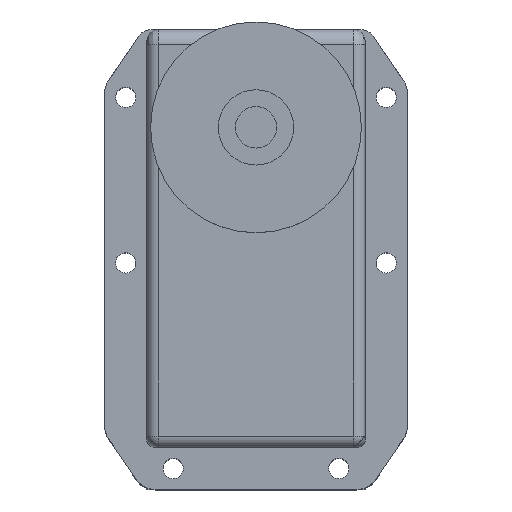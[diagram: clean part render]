
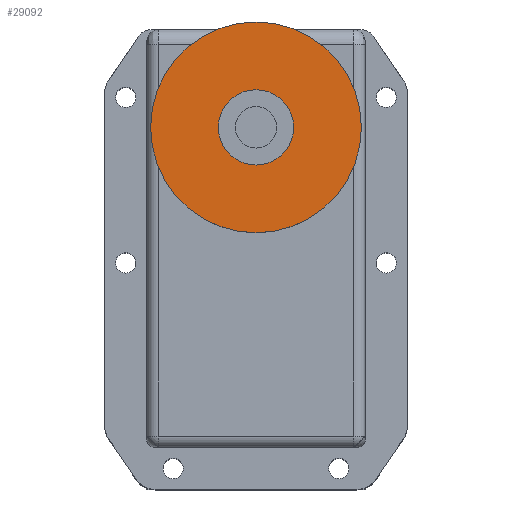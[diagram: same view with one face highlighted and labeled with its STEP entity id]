
A CAD part, top view. The second image highlights one B-rep face of the part: STEP entity #29092.
In plain terms, the highlighted planar face has unit normal (0, 0, 1).
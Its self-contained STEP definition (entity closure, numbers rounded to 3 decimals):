
#28980 = CYLINDRICAL_SURFACE('',#28981,14.);
#28981 = AXIS2_PLACEMENT_3D('',#28982,#28983,#28984);
#28982 = CARTESIAN_POINT('',(0.,0.,28.375));
#28983 = DIRECTION('',(0.,0.,-1.));
#28984 = DIRECTION('',(0.,-1.,0.));
#29022 = VERTEX_POINT('',#29023);
#29023 = CARTESIAN_POINT('',(0.,-14.,23.5));
#29043 = EDGE_CURVE('',#29022,#29022,#29044,.T.);
#29044 = SURFACE_CURVE('',#29045,(#29050,#29079),.PCURVE_S1.);
#29045 = CIRCLE('',#29046,14.);
#29046 = AXIS2_PLACEMENT_3D('',#29047,#29048,#29049);
#29047 = CARTESIAN_POINT('',(0.,0.,23.5));
#29048 = DIRECTION('',(0.,0.,-1.));
#29049 = DIRECTION('',(0.,1.,0.));
#29050 = PCURVE('',#28980,#29051);
#29051 = DEFINITIONAL_REPRESENTATION('',(#29052),#29078);
#29052 = B_SPLINE_CURVE_WITH_KNOTS('',3,(#29053,#29054,#29055,#29056,
    #29057,#29058,#29059,#29060,#29061,#29062,#29063,#29064,#29065,
    #29066,#29067,#29068,#29069,#29070,#29071,#29072,#29073,#29074,
    #29075,#29076,#29077),.UNSPECIFIED.,.F.,.F.,(4,1,1,1,1,1,1,1,1,1,1,1
    ,1,1,1,1,1,1,1,1,1,1,4),(3.142,3.427,3.713
    ,3.998,4.284,4.57,4.855,
    5.141,5.426,5.712,5.998,
    6.283,6.569,6.854,7.14,
    7.426,7.711,7.997,8.282,
    8.568,8.854,9.139,9.425),
  .QUASI_UNIFORM_KNOTS.);
#29053 = CARTESIAN_POINT('',(0.,4.875));
#29054 = CARTESIAN_POINT('',(0.095,4.875));
#29055 = CARTESIAN_POINT('',(0.286,4.875));
#29056 = CARTESIAN_POINT('',(0.571,4.875));
#29057 = CARTESIAN_POINT('',(0.857,4.875));
#29058 = CARTESIAN_POINT('',(1.142,4.875));
#29059 = CARTESIAN_POINT('',(1.428,4.875));
#29060 = CARTESIAN_POINT('',(1.714,4.875));
#29061 = CARTESIAN_POINT('',(1.999,4.875));
#29062 = CARTESIAN_POINT('',(2.285,4.875));
#29063 = CARTESIAN_POINT('',(2.57,4.875));
#29064 = CARTESIAN_POINT('',(2.856,4.875));
#29065 = CARTESIAN_POINT('',(3.142,4.875));
#29066 = CARTESIAN_POINT('',(3.427,4.875));
#29067 = CARTESIAN_POINT('',(3.713,4.875));
#29068 = CARTESIAN_POINT('',(3.998,4.875));
#29069 = CARTESIAN_POINT('',(4.284,4.875));
#29070 = CARTESIAN_POINT('',(4.57,4.875));
#29071 = CARTESIAN_POINT('',(4.855,4.875));
#29072 = CARTESIAN_POINT('',(5.141,4.875));
#29073 = CARTESIAN_POINT('',(5.426,4.875));
#29074 = CARTESIAN_POINT('',(5.712,4.875));
#29075 = CARTESIAN_POINT('',(5.998,4.875));
#29076 = CARTESIAN_POINT('',(6.188,4.875));
#29077 = CARTESIAN_POINT('',(6.283,4.875));
#29078 = ( GEOMETRIC_REPRESENTATION_CONTEXT(2) 
PARAMETRIC_REPRESENTATION_CONTEXT() REPRESENTATION_CONTEXT('2D SPACE',''
  ) );
#29079 = PCURVE('',#29080,#29085);
#29080 = PLANE('',#29081);
#29081 = AXIS2_PLACEMENT_3D('',#29082,#29083,#29084);
#29082 = CARTESIAN_POINT('',(0.,0.,23.5));
#29083 = DIRECTION('',(0.,0.,-1.));
#29084 = DIRECTION('',(-1.,0.,0.));
#29085 = DEFINITIONAL_REPRESENTATION('',(#29086),#29090);
#29086 = CIRCLE('',#29087,14.);
#29087 = AXIS2_PLACEMENT_2D('',#29088,#29089);
#29088 = CARTESIAN_POINT('',(0.,0.));
#29089 = DIRECTION('',(0.,1.));
#29090 = ( GEOMETRIC_REPRESENTATION_CONTEXT(2) 
PARAMETRIC_REPRESENTATION_CONTEXT() REPRESENTATION_CONTEXT('2D SPACE',''
  ) );
#29092 = ADVANCED_FACE('',(#29093,#29096),#29080,.F.);
#29093 = FACE_BOUND('',#29094,.T.);
#29094 = EDGE_LOOP('',(#29095));
#29095 = ORIENTED_EDGE('',*,*,#29043,.F.);
#29096 = FACE_BOUND('',#29097,.T.);
#29097 = EDGE_LOOP('',(#29098));
#29098 = ORIENTED_EDGE('',*,*,#29099,.T.);
#29099 = EDGE_CURVE('',#29100,#29100,#29102,.T.);
#29100 = VERTEX_POINT('',#29101);
#29101 = CARTESIAN_POINT('',(0.,-5.,23.5));
#29102 = SURFACE_CURVE('',#29103,(#29108,#29115),.PCURVE_S1.);
#29103 = CIRCLE('',#29104,5.);
#29104 = AXIS2_PLACEMENT_3D('',#29105,#29106,#29107);
#29105 = CARTESIAN_POINT('',(0.,0.,23.5));
#29106 = DIRECTION('',(0.,0.,-1.));
#29107 = DIRECTION('',(0.,1.,0.));
#29108 = PCURVE('',#29080,#29109);
#29109 = DEFINITIONAL_REPRESENTATION('',(#29110),#29114);
#29110 = CIRCLE('',#29111,5.);
#29111 = AXIS2_PLACEMENT_2D('',#29112,#29113);
#29112 = CARTESIAN_POINT('',(0.,0.));
#29113 = DIRECTION('',(0.,1.));
#29114 = ( GEOMETRIC_REPRESENTATION_CONTEXT(2) 
PARAMETRIC_REPRESENTATION_CONTEXT() REPRESENTATION_CONTEXT('2D SPACE',''
  ) );
#29115 = PCURVE('',#29116,#29121);
#29116 = CYLINDRICAL_SURFACE('',#29117,5.);
#29117 = AXIS2_PLACEMENT_3D('',#29118,#29119,#29120);
#29118 = CARTESIAN_POINT('',(0.,0.,28.375));
#29119 = DIRECTION('',(0.,0.,-1.));
#29120 = DIRECTION('',(0.,-1.,0.));
#29121 = DEFINITIONAL_REPRESENTATION('',(#29122),#29148);
#29122 = B_SPLINE_CURVE_WITH_KNOTS('',3,(#29123,#29124,#29125,#29126,
    #29127,#29128,#29129,#29130,#29131,#29132,#29133,#29134,#29135,
    #29136,#29137,#29138,#29139,#29140,#29141,#29142,#29143,#29144,
    #29145,#29146,#29147),.UNSPECIFIED.,.F.,.F.,(4,1,1,1,1,1,1,1,1,1,1,1
    ,1,1,1,1,1,1,1,1,1,1,4),(3.142,3.427,3.713
    ,3.998,4.284,4.57,4.855,
    5.141,5.426,5.712,5.998,
    6.283,6.569,6.854,7.14,
    7.426,7.711,7.997,8.282,
    8.568,8.854,9.139,9.425),
  .QUASI_UNIFORM_KNOTS.);
#29123 = CARTESIAN_POINT('',(0.,4.875));
#29124 = CARTESIAN_POINT('',(0.095,4.875));
#29125 = CARTESIAN_POINT('',(0.286,4.875));
#29126 = CARTESIAN_POINT('',(0.571,4.875));
#29127 = CARTESIAN_POINT('',(0.857,4.875));
#29128 = CARTESIAN_POINT('',(1.142,4.875));
#29129 = CARTESIAN_POINT('',(1.428,4.875));
#29130 = CARTESIAN_POINT('',(1.714,4.875));
#29131 = CARTESIAN_POINT('',(1.999,4.875));
#29132 = CARTESIAN_POINT('',(2.285,4.875));
#29133 = CARTESIAN_POINT('',(2.57,4.875));
#29134 = CARTESIAN_POINT('',(2.856,4.875));
#29135 = CARTESIAN_POINT('',(3.142,4.875));
#29136 = CARTESIAN_POINT('',(3.427,4.875));
#29137 = CARTESIAN_POINT('',(3.713,4.875));
#29138 = CARTESIAN_POINT('',(3.998,4.875));
#29139 = CARTESIAN_POINT('',(4.284,4.875));
#29140 = CARTESIAN_POINT('',(4.57,4.875));
#29141 = CARTESIAN_POINT('',(4.855,4.875));
#29142 = CARTESIAN_POINT('',(5.141,4.875));
#29143 = CARTESIAN_POINT('',(5.426,4.875));
#29144 = CARTESIAN_POINT('',(5.712,4.875));
#29145 = CARTESIAN_POINT('',(5.998,4.875));
#29146 = CARTESIAN_POINT('',(6.188,4.875));
#29147 = CARTESIAN_POINT('',(6.283,4.875));
#29148 = ( GEOMETRIC_REPRESENTATION_CONTEXT(2) 
PARAMETRIC_REPRESENTATION_CONTEXT() REPRESENTATION_CONTEXT('2D SPACE',''
  ) );
